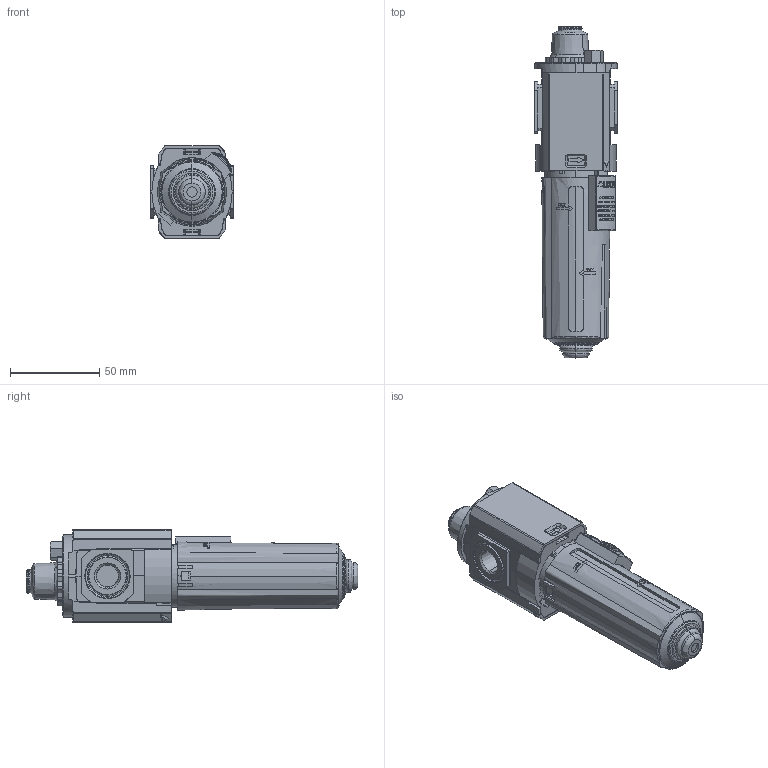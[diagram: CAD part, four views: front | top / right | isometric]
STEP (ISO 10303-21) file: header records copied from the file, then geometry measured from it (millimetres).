
FILE_DESCRIPTION (( 'STEP AP203' ), '1' );
FILE_NAME ('L82M-2AP-EPN.step', '2021-09-07T17:27:26', ( '' ), ( '' ), 'SwSTEP 2.0', 'SolidWorks 2021', '' );
FILE_SCHEMA (( 'CONFIG_CONTROL_DESIGN' ));
Length unit declared in the file: inch
Products named in the file (1): L82M-2AP-EPN
Bounding box: 46.5 x 186.2 x 52 mm (x, y, z)
Volume: 215470 mm3; surface area: 61136.7 mm2
Topology: 7 solids, 7 shells, 1298 faces, 3546 edges, 2319 vertices
Faces by surface type: plane 592, cylinder 456, bspline 138, cone 112
Entity records: 46144 total; most frequent: CARTESIAN_POINT 14472, ORIENTED_EDGE 7092, DIRECTION 6171, EDGE_CURVE 3546, VERTEX_POINT 2319, AXIS2_PLACEMENT_3D 2224, VECTOR 1723, LINE 1723
